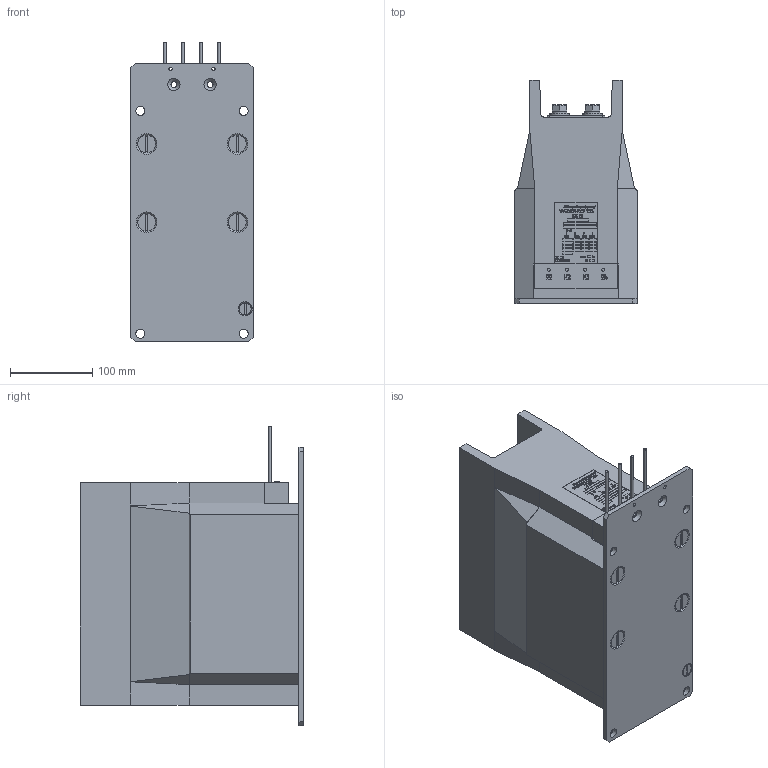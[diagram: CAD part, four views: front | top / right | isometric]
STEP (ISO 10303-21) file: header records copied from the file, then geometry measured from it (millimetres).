
FILE_DESCRIPTION(('STEP AP214'), '1');
FILE_NAME('Òðàíñôîðìàòîð òîêà ÒËÊ-ÑÒ-10-9Ì3 (2000À)', '2023-07-18T07:59:17', ('UNSPECIFIED'), ('UNSPECIFIED'), 'ASCON STEP Converter 1.3', 'ASCON Math Kernel', '');
FILE_SCHEMA(('AUTOMOTIVE_DESIGN { 1 0 10303 214 3 1 1}'));
Length unit declared in the file: millimetre
Products named in the file (28): 屡扔.758472.007-01; 屡扔.733411.007-04; ﾂﾅﾈﾓ.757465.007ﾀ-01
Assembly tree (78 placements, depth 3):
  (unnamed)
    (unnamed)
      (unnamed)
      屡扔.758472.007-01  x4
      (unnamed)  x4
      屡扔.733411.007-04
      (unnamed)  x4
      (unnamed)
      (unnamed)  x2
      (unnamed)  x2
      ﾂﾅﾈﾓ.757465.007ﾀ-01  x2
    (unnamed)  x4
    (unnamed)
      (unnamed)
      (unnamed)
    (unnamed)  x4
    (unnamed)  x4
    (unnamed)
      (unnamed)
      (unnamed)
    (unnamed)
      (unnamed)
      (unnamed)
    (unnamed)
      (unnamed)
      (unnamed)
    (unnamed)  x4
    (unnamed)  x9
    (unnamed)  x9
    (unnamed)  x9
    (unnamed)
Bounding box: 148 x 271 x 363.4 mm (x, y, z)
Volume: 8727502.3 mm3; surface area: 550178.3 mm2
Topology: 78 solids, 78 shells, 6850 faces, 19113 edges, 12678 vertices
Faces by surface type: plane 4206, cylinder 2450, cone 113, torus 41, bspline 32, sphere 8
Full cylindrical faces by diameter (mm): 2.5 x4, 2.8 x4, 3 x8, 3.5 x4, 4.136 x2, 4.8 x4, 4.917 x4, 6 x4, 6.4 x8, 6.647 x2, 7 x2, 8 x1, 8.4 x2, 9 x1, 10.106 x4, 10.109 x8, 11 x4, 12 x21, 13 x21, 14 x4, 15 x4, 16 x2, 20 x2, 24 x9
Entity records: 260889 total; most frequent: CARTESIAN_POINT 39183, ORIENTED_EDGE 35690, DIRECTION 35166, EDGE_CURVE 17845, LINE 13096, VECTOR 13096, VERTEX_POINT 11925, AXIS2_PLACEMENT_3D 11035
